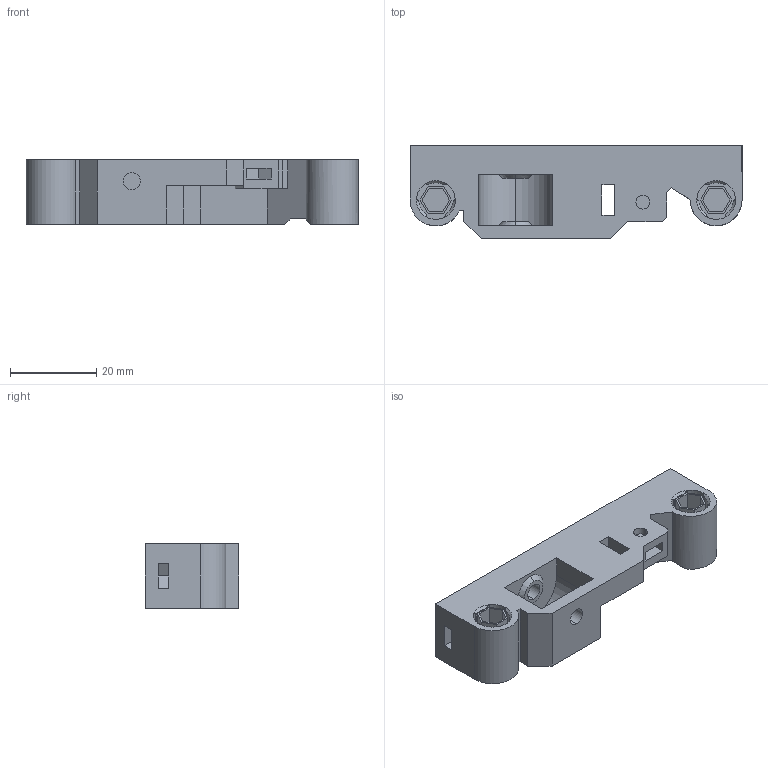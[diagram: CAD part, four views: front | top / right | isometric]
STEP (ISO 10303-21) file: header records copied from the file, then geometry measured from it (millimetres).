
FILE_DESCRIPTION (( 'STEP AP203' ), '1' );
FILE_NAME ('z_axis_top_part.STEP', '2019-01-05T11:01:36', ( '' ), ( '' ), 'SwSTEP 2.0', 'SolidWorks 2017', '' );
FILE_SCHEMA (( 'CONFIG_CONTROL_DESIGN' ));
Length unit declared in the file: millimetre
Products named in the file (1): z_axis_top_part
Bounding box: 77 x 21.75 x 15 mm (x, y, z)
Volume: 14980.5 mm3; surface area: 8924.8 mm2
Topology: 1 solids, 1 shells, 185 faces, 467 edges, 307 vertices
Faces by surface type: plane 101, cylinder 72, cone 12
Entity records: 5720 total; most frequent: CARTESIAN_POINT 1107, DIRECTION 936, ORIENTED_EDGE 934, EDGE_CURVE 467, AXIS2_PLACEMENT_3D 316, VERTEX_POINT 307, LINE 304, VECTOR 304
